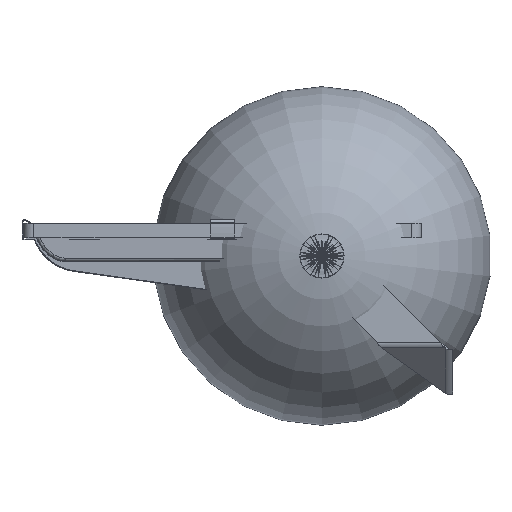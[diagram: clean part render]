
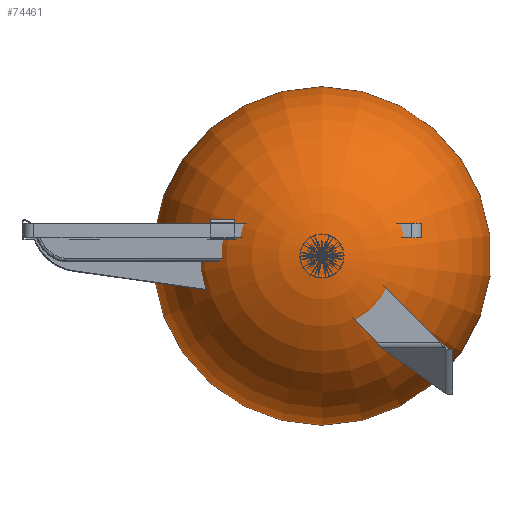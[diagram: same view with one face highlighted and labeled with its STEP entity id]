
A CAD part, left-side view. The second image highlights one B-rep face of the part: STEP entity #74461.
In plain terms, the highlighted toroidal (fillet/blend) face has major radius 0.053 mm and minor radius 170.361 mm.
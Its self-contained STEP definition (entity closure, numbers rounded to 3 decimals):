
#2822 = TOROIDAL_SURFACE ( 'NONE', #94483, 0.053, 170.361 ) ;
#11157 = CARTESIAN_POINT ( 'NONE',  ( 202., 131.271, -138.152 ) ) ;
#12811 = EDGE_CURVE ( 'NONE', #17789, #17789, #29886, .T. ) ;
#17789 = VERTEX_POINT ( 'NONE', #11157 ) ;
#21845 = ORIENTED_EDGE ( 'NONE', *, *, #12811, .F. ) ;
#29886 = CIRCLE ( 'NONE', #97387, 21.92 ) ;
#37560 = FACE_OUTER_BOUND ( 'NONE', #55939, .T. ) ;
#45143 = CARTESIAN_POINT ( 'NONE',  ( 33.048, 131.271, -116.232 ) ) ;
#53161 = DIRECTION ( 'NONE',  ( 0., 0., -1. ) ) ;
#55939 = EDGE_LOOP ( 'NONE', ( #21845 ) ) ;
#60769 = DIRECTION ( 'NONE',  ( -1., 0., 0. ) ) ;
#73305 = CARTESIAN_POINT ( 'NONE',  ( 202., 131.271, -116.232 ) ) ;
#74461 = ADVANCED_FACE ( 'NONE', ( #37560 ), #2822, .T. ) ;
#91870 = DIRECTION ( 'NONE',  ( -1., 0., 0. ) ) ;
#92355 = DIRECTION ( 'NONE',  ( 0., 0., -1. ) ) ;
#94483 = AXIS2_PLACEMENT_3D ( 'NONE', #45143, #60769, #53161 ) ;
#97387 = AXIS2_PLACEMENT_3D ( 'NONE', #73305, #91870, #92355 ) ;
